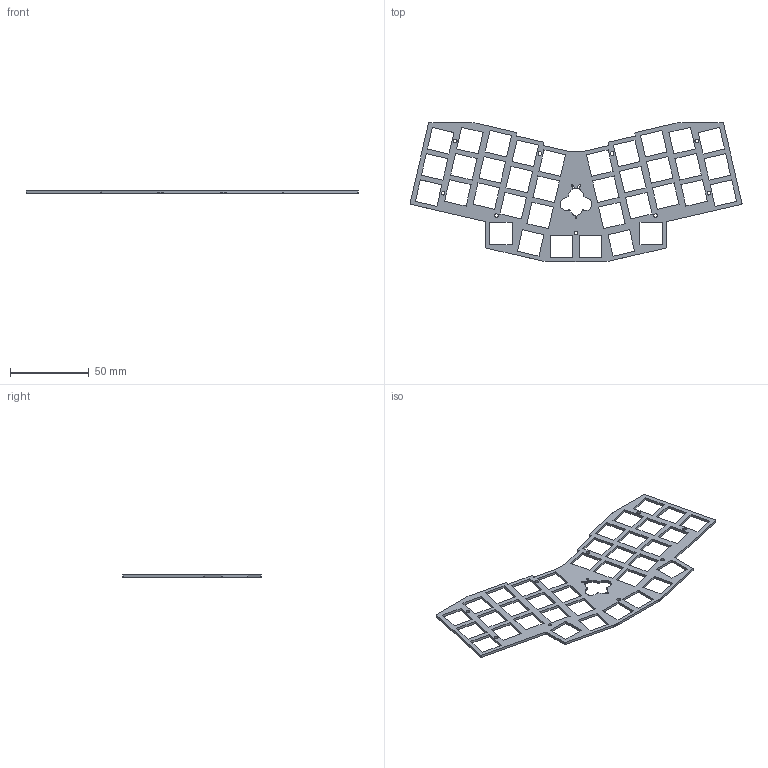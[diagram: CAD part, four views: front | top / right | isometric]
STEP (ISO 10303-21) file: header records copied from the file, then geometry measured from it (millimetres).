
FILE_DESCRIPTION(('KiCad electronic assembly'),'2;1');
FILE_NAME('humla-switch-plate.step','2024-01-24T18:52:02',('Pcbnew'),( 'Kicad'),'Open CASCADE STEP processor 7.7','KiCad to STEP converter' ,'Unknown');
FILE_SCHEMA(('AUTOMOTIVE_DESIGN { 1 0 10303 214 1 1 1 1 }'));
Length unit declared in the file: millimetre
Products named in the file (2): humla-switch-plate 1; _autosave-humla-switch-plate PCB
Assembly tree (1 placements, depth 2):
  humla-switch-plate 1
    _autosave-humla-switch-plate PCB
Bounding box: 210.23 x 88.02 x 1.6 mm (x, y, z)
Volume: 9747.2 mm3; surface area: 16511.9 mm2
Topology: 1 solids, 1 shells, 440 faces, 1314 edges, 876 vertices
Faces by surface type: plane 431, cylinder 9
Full cylindrical faces by diameter (mm): 2.3 x9
Entity records: 31865 total; most frequent: CARTESIAN_POINT 5368, DIRECTION 4826, LINE 3906, VECTOR 3906, ORIENTED_EDGE 2628, PCURVE 2628, DEFINITIONAL_REPRESENTATION 2628, EDGE_CURVE 1314
